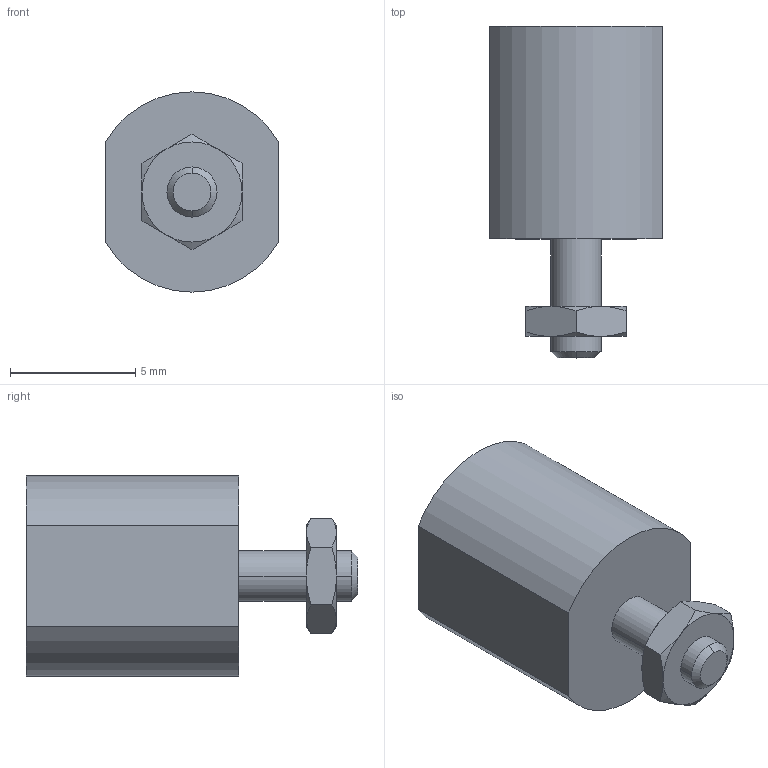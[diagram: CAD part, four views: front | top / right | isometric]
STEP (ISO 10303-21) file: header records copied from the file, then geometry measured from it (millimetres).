
FILE_DESCRIPTION (( 'STEP AP214' ), '1' );
FILE_NAME ('myJSO.STEP', '2018-10-15T10:57:16', ( '' ), ( '' ), 'SwSTEP 2.0', 'SolidWorks 2018', '' );
FILE_SCHEMA (( 'AUTOMOTIVE_DESIGN' ));
Length unit declared in the file: millimetre
Products named in the file (3): myJSO; hex thin nut chamfered gradeab_din_Hexagon Thin Nut ISO 4035 - M2 - N; JSO
Assembly tree (2 placements, depth 2):
  myJSO
    JSO
    hex thin nut chamfered gradeab_din_Hexagon Thin Nut ISO 4035 - M2 - N
Bounding box: 6.89 x 13.26 x 8 mm (x, y, z)
Volume: 375.9 mm3; surface area: 425.8 mm2
Topology: 2 solids, 2 shells, 44 faces, 94 edges, 56 vertices
Faces by surface type: cone 20, plane 14, cylinder 10
Entity records: 1530 total; most frequent: CARTESIAN_POINT 321, DIRECTION 202, ORIENTED_EDGE 188, EDGE_CURVE 94, AXIS2_PLACEMENT_3D 89, VERTEX_POINT 56, EDGE_LOOP 48, ADVANCED_FACE 44
